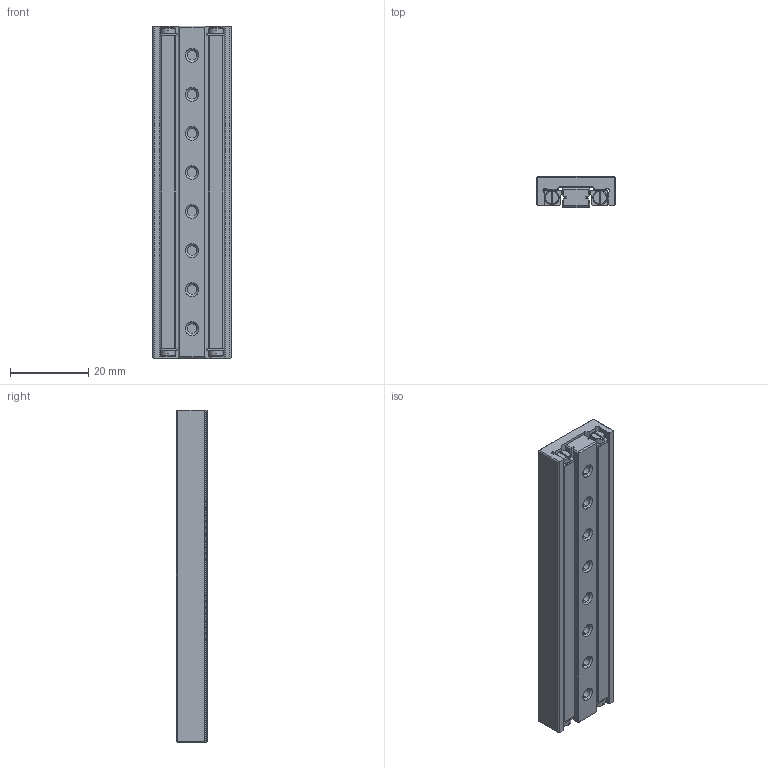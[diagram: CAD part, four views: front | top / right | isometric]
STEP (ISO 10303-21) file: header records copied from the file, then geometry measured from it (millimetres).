
FILE_DESCRIPTION (( 'STEP AP214' ), '1' );
FILE_NAME ('RTS-1585.STEP', '2012-03-02T07:03:30', ( '' ), ( '' ), 'SwSTEP 2.0', 'SolidWorks 2011', '' );
FILE_SCHEMA (( 'AUTOMOTIVE_DESIGN' ));
Length unit declared in the file: millimetre
Products named in the file (1): RTS-1585
Bounding box: 20 x 8 x 85 mm (x, y, z)
Volume: 11273.9 mm3; surface area: 10457.8 mm2
Topology: 2 solids, 2 shells, 642 faces, 1650 edges, 1056 vertices
Faces by surface type: plane 360, cylinder 103, cone 88, torus 48, bspline 43
Entity records: 23615 total; most frequent: CARTESIAN_POINT 6466, ORIENTED_EDGE 3300, DIRECTION 3110, EDGE_CURVE 1650, VERTEX_POINT 1056, AXIS2_PLACEMENT_3D 1044, LINE 1022, VECTOR 1022
